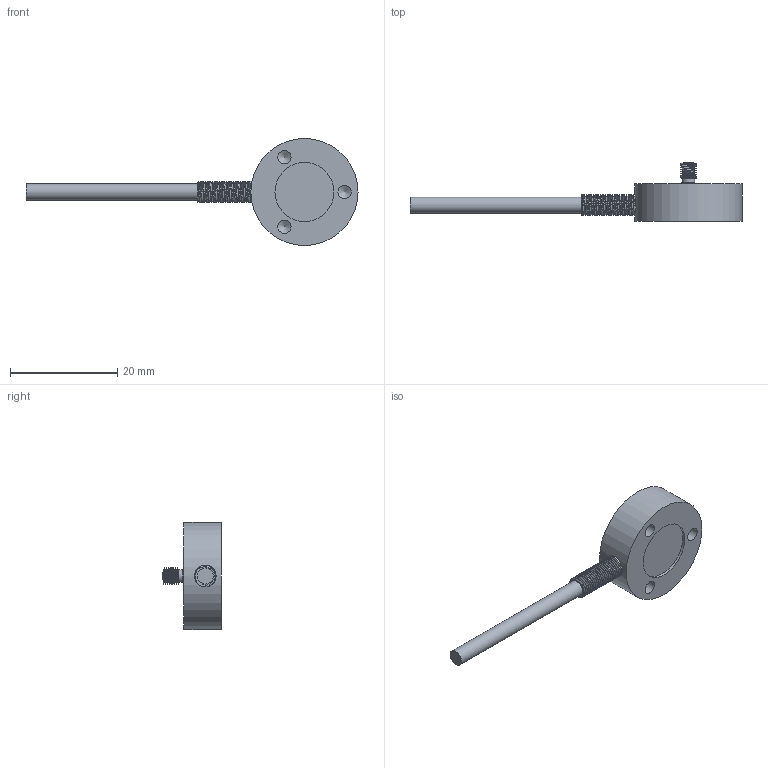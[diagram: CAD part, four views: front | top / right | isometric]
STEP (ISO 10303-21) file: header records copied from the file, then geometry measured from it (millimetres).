
FILE_DESCRIPTION(/* description */ (''),/* implementation_level */ '2;1');
FILE_NAME(/* name */ '247AA-(1-20)kg v1.step',/* time_stamp */ '2020-01-21T14:41:05-08:00',/* author */ (''),/* organization */ (''),/* preprocessor_version */ 'ST-DEVELOPER v18',/* originating_system */ 'Autodesk Translation Framework v8.12.0.6',/* authorisation */ '');
FILE_SCHEMA (('AUTOMOTIVE_DESIGN { 1 0 10303 214 3 1 1 }'));
Length unit declared in the file: millimetre
Products named in the file (1): 247AA-(1-20)kg
Bounding box: 62 x 10.97 x 20 mm (x, y, z)
Volume: 2419.2 mm3; surface area: 1799.4 mm2
Topology: 1 solids, 1 shells, 57 faces, 158 edges, 107 vertices
Faces by surface type: cylinder 41, plane 7, bspline 4, cone 3, torus 1, sphere 1
Full cylindrical faces by diameter (mm): 2.4 x1, 2.5 x3, 3 x8, 4 x22, 11 x1, 20 x1
Entity records: 6649 total; most frequent: CARTESIAN_POINT 5296, ORIENTED_EDGE 310, DIRECTION 221, EDGE_CURVE 155, VERTEX_POINT 107, AXIS2_PLACEMENT_3D 88, B_SPLINE_CURVE_WITH_KNOTS 73, EDGE_LOOP 64
